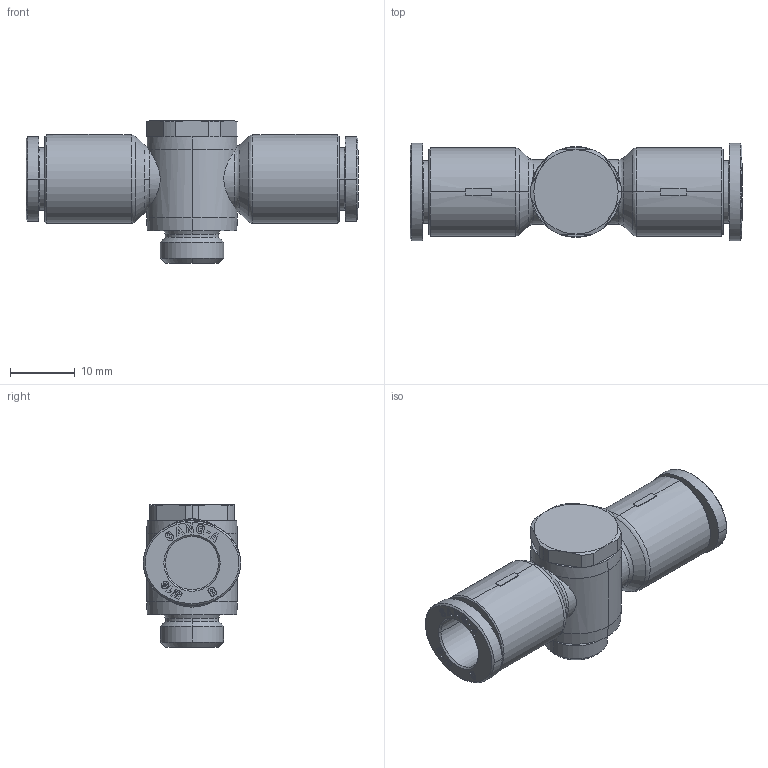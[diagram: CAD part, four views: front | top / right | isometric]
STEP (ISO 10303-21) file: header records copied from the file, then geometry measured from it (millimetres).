
FILE_DESCRIPTION (( 'STEP AP214' ), '1' );
FILE_NAME ('PGT08-G01(1).STEP', '2015-11-03T10:23:38', ( '' ), ( '' ), 'SwSTEP 2.0', 'SolidWorks 2015', '' );
FILE_SCHEMA (( 'AUTOMOTIVE_DESIGN' ));
Length unit declared in the file: millimetre
Products named in the file (2): PGT08-G01(1); ｦ+ﾃｦ1
Assembly tree (1 placements, depth 2):
  PGT08-G01(1)
    ｦ+ﾃｦ1
Bounding box: 51.2 x 15 x 22 mm (x, y, z)
Volume: 5731.4 mm3; surface area: 5548.2 mm2
Topology: 1 solids, 1 shells, 867 faces, 2426 edges, 1601 vertices
Faces by surface type: plane 707, bspline 64, cylinder 49, cone 43, torus 4
Entity records: 30473 total; most frequent: CARTESIAN_POINT 7488, ORIENTED_EDGE 4848, DIRECTION 4052, EDGE_CURVE 2424, VECTOR 2062, LINE 2062, VERTEX_POINT 1601, AXIS2_PLACEMENT_3D 995
